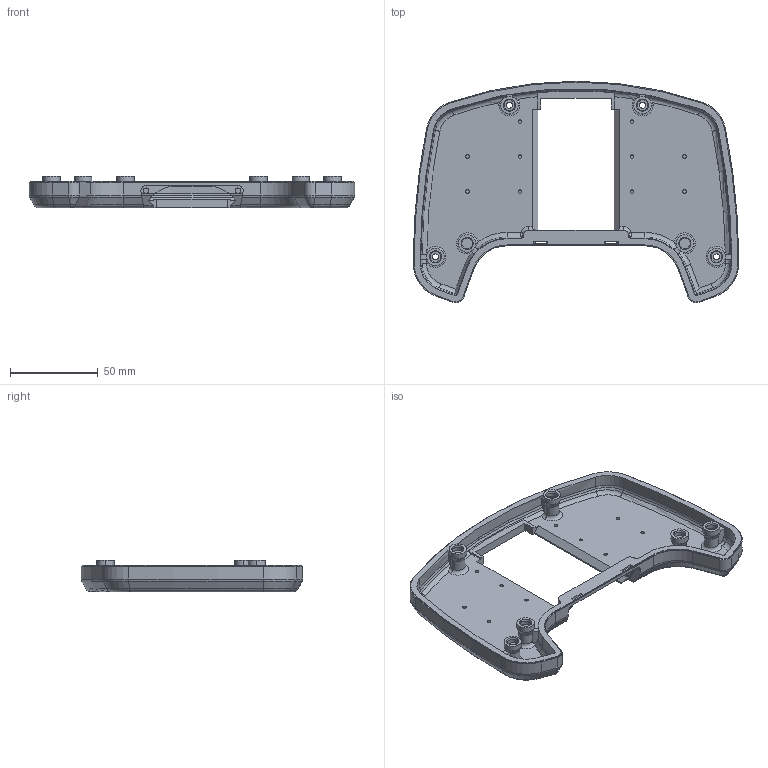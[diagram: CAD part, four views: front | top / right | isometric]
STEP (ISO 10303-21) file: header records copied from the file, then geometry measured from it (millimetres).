
FILE_DESCRIPTION (( 'STEP AP203' ), '1' );
FILE_NAME ('Rear_Shell REV-A.STEP', '2021-02-11T11:51:52', ( '' ), ( '' ), 'SwSTEP 2.0', 'SolidWorks 2019', '' );
FILE_SCHEMA (( 'CONFIG_CONTROL_DESIGN' ));
Length unit declared in the file: millimetre
Products named in the file (1): Rear_Shell REV-A
Bounding box: 186 x 126.52 x 18 mm (x, y, z)
Volume: 79331.8 mm3; surface area: 45086.2 mm2
Topology: 1 solids, 1 shells, 393 faces, 956 edges, 583 vertices
Faces by surface type: cylinder 154, plane 103, torus 68, cone 60, bspline 8
Entity records: 12881 total; most frequent: CARTESIAN_POINT 3506, DIRECTION 2062, ORIENTED_EDGE 1904, EDGE_CURVE 952, AXIS2_PLACEMENT_3D 841, VERTEX_POINT 583, CIRCLE 455, EDGE_LOOP 429
